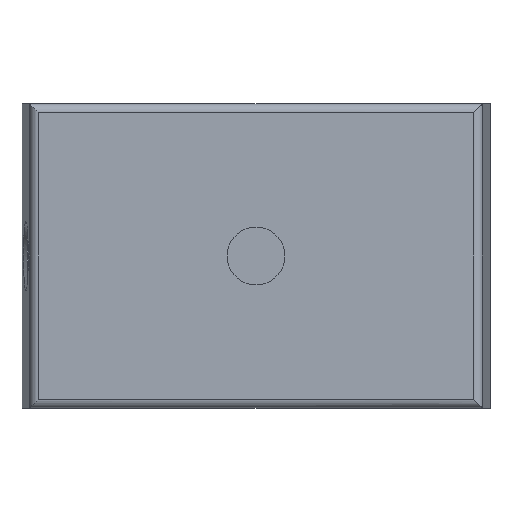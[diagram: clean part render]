
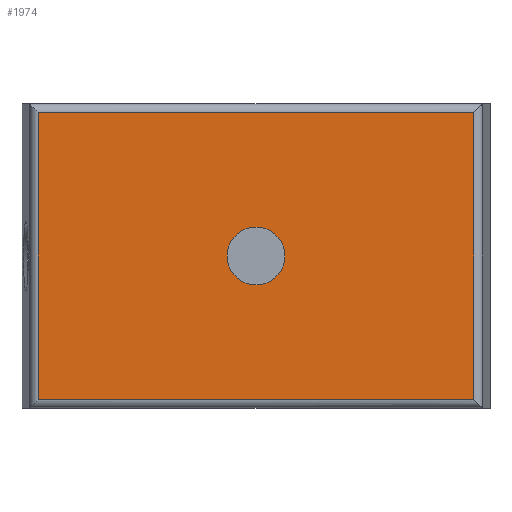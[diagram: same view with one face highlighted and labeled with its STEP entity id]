
A CAD part, left-side view. The second image highlights one B-rep face of the part: STEP entity #1974.
In plain terms, the highlighted planar face has unit normal (-1, 0, 0).
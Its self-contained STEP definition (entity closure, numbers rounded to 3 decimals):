
#58=PLANE('',#2140);
#146=LINE('',#3299,#294);
#147=LINE('',#3302,#295);
#148=LINE('',#3304,#296);
#149=LINE('',#3306,#297);
#294=VECTOR('',#2491,1000.);
#295=VECTOR('',#2492,1000.);
#296=VECTOR('',#2493,1000.);
#297=VECTOR('',#2494,1000.);
#431=CIRCLE('',#2141,4.95);
#608=ORIENTED_EDGE('',*,*,#1163,.F.);
#609=ORIENTED_EDGE('',*,*,#1164,.F.);
#610=ORIENTED_EDGE('',*,*,#1165,.F.);
#611=ORIENTED_EDGE('',*,*,#1166,.T.);
#612=ORIENTED_EDGE('',*,*,#1167,.T.);
#1163=EDGE_CURVE('',#1437,#1437,#431,.F.);
#1164=EDGE_CURVE('',#1438,#1439,#146,.T.);
#1165=EDGE_CURVE('',#1440,#1438,#147,.T.);
#1166=EDGE_CURVE('',#1440,#1441,#148,.T.);
#1167=EDGE_CURVE('',#1441,#1439,#149,.T.);
#1437=VERTEX_POINT('',#3298);
#1438=VERTEX_POINT('',#3300);
#1439=VERTEX_POINT('',#3301);
#1440=VERTEX_POINT('',#3303);
#1441=VERTEX_POINT('',#3305);
#1592=EDGE_LOOP('',(#608));
#1593=EDGE_LOOP('',(#609,#610,#611,#612));
#1756=FACE_BOUND('',#1592,.T.);
#1757=FACE_BOUND('',#1593,.T.);
#1974=ADVANCED_FACE('',(#1756,#1757),#58,.F.);
#2140=AXIS2_PLACEMENT_3D('',#3296,#2487,#2488);
#2141=AXIS2_PLACEMENT_3D('',#3297,#2489,#2490);
#2487=DIRECTION('',(1.,0.,0.));
#2488=DIRECTION('',(0.,0.,-1.));
#2489=DIRECTION('',(1.,0.,0.));
#2490=DIRECTION('',(0.,0.,-1.));
#2491=DIRECTION('',(0.,0.,-1.));
#2492=DIRECTION('',(0.,-1.,0.));
#2493=DIRECTION('',(0.,0.,-1.));
#2494=DIRECTION('',(0.,-1.,0.));
#3296=CARTESIAN_POINT('',(-89.,77.203,26.));
#3297=CARTESIAN_POINT('',(-89.,40.,0.));
#3298=CARTESIAN_POINT('',(-89.,40.,-4.95));
#3299=CARTESIAN_POINT('',(-89.,2.797,26.));
#3300=CARTESIAN_POINT('',(-89.,2.797,24.5));
#3301=CARTESIAN_POINT('',(-89.,2.797,-24.5));
#3302=CARTESIAN_POINT('',(-89.,80.,24.5));
#3303=CARTESIAN_POINT('',(-89.,77.203,24.5));
#3304=CARTESIAN_POINT('',(-89.,77.203,26.));
#3305=CARTESIAN_POINT('',(-89.,77.203,-24.5));
#3306=CARTESIAN_POINT('',(-89.,80.,-24.5));
